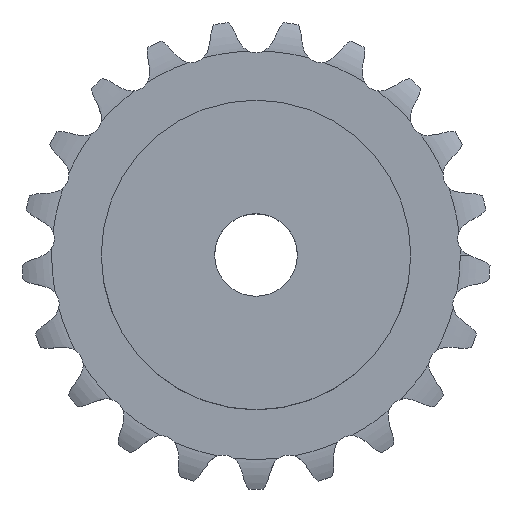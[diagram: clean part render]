
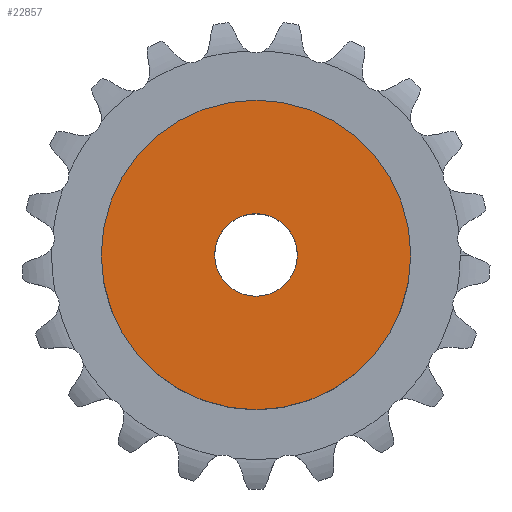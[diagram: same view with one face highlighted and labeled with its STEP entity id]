
A CAD part, top view. The second image highlights one B-rep face of the part: STEP entity #22857.
In plain terms, the highlighted planar face has unit normal (0, 0, 1).
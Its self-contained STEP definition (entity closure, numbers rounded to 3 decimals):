
#3015 = CYLINDRICAL_SURFACE('',#3016,15.);
#3016 = AXIS2_PLACEMENT_3D('',#3017,#3018,#3019);
#3017 = CARTESIAN_POINT('',(0.,0.,0.));
#3018 = DIRECTION('',(-0.,-0.,-1.));
#3019 = DIRECTION('',(1.,0.,0.));
#14686 = VERTEX_POINT('',#14687);
#14687 = CARTESIAN_POINT('',(15.,0.,14.));
#14708 = EDGE_CURVE('',#14686,#14686,#14709,.T.);
#14709 = SURFACE_CURVE('',#14710,(#14715,#14722),.PCURVE_S1.);
#14710 = CIRCLE('',#14711,15.);
#14711 = AXIS2_PLACEMENT_3D('',#14712,#14713,#14714);
#14712 = CARTESIAN_POINT('',(0.,0.,14.));
#14713 = DIRECTION('',(0.,0.,1.));
#14714 = DIRECTION('',(1.,0.,0.));
#14715 = PCURVE('',#3015,#14716);
#14716 = DEFINITIONAL_REPRESENTATION('',(#14717),#14721);
#14717 = LINE('',#14718,#14719);
#14718 = CARTESIAN_POINT('',(-0.,-14.));
#14719 = VECTOR('',#14720,1.);
#14720 = DIRECTION('',(-1.,0.));
#14721 = ( GEOMETRIC_REPRESENTATION_CONTEXT(2) 
PARAMETRIC_REPRESENTATION_CONTEXT() REPRESENTATION_CONTEXT('2D SPACE',''
  ) );
#14722 = PCURVE('',#14723,#14728);
#14723 = PLANE('',#14724);
#14724 = AXIS2_PLACEMENT_3D('',#14725,#14726,#14727);
#14725 = CARTESIAN_POINT('',(0.,0.,14.)
  );
#14726 = DIRECTION('',(0.,0.,1.));
#14727 = DIRECTION('',(1.,0.,0.));
#14728 = DEFINITIONAL_REPRESENTATION('',(#14729),#14733);
#14729 = CIRCLE('',#14730,15.);
#14730 = AXIS2_PLACEMENT_2D('',#14731,#14732);
#14731 = CARTESIAN_POINT('',(0.,0.));
#14732 = DIRECTION('',(1.,0.));
#14733 = ( GEOMETRIC_REPRESENTATION_CONTEXT(2) 
PARAMETRIC_REPRESENTATION_CONTEXT() REPRESENTATION_CONTEXT('2D SPACE',''
  ) );
#19464 = CYLINDRICAL_SURFACE('',#19465,4.);
#19465 = AXIS2_PLACEMENT_3D('',#19466,#19467,#19468);
#19466 = CARTESIAN_POINT('',(0.,0.,71.324));
#19467 = DIRECTION('',(0.,0.,1.));
#19468 = DIRECTION('',(1.,0.,0.));
#22857 = ADVANCED_FACE('',(#22858,#22861),#14723,.T.);
#22858 = FACE_BOUND('',#22859,.T.);
#22859 = EDGE_LOOP('',(#22860));
#22860 = ORIENTED_EDGE('',*,*,#14708,.T.);
#22861 = FACE_BOUND('',#22862,.T.);
#22862 = EDGE_LOOP('',(#22863));
#22863 = ORIENTED_EDGE('',*,*,#22864,.F.);
#22864 = EDGE_CURVE('',#22865,#22865,#22867,.T.);
#22865 = VERTEX_POINT('',#22866);
#22866 = CARTESIAN_POINT('',(4.,0.,14.));
#22867 = SURFACE_CURVE('',#22868,(#22873,#22880),.PCURVE_S1.);
#22868 = CIRCLE('',#22869,4.);
#22869 = AXIS2_PLACEMENT_3D('',#22870,#22871,#22872);
#22870 = CARTESIAN_POINT('',(0.,0.,14.));
#22871 = DIRECTION('',(0.,0.,1.));
#22872 = DIRECTION('',(1.,0.,0.));
#22873 = PCURVE('',#14723,#22874);
#22874 = DEFINITIONAL_REPRESENTATION('',(#22875),#22879);
#22875 = CIRCLE('',#22876,4.);
#22876 = AXIS2_PLACEMENT_2D('',#22877,#22878);
#22877 = CARTESIAN_POINT('',(0.,0.));
#22878 = DIRECTION('',(1.,0.));
#22879 = ( GEOMETRIC_REPRESENTATION_CONTEXT(2) 
PARAMETRIC_REPRESENTATION_CONTEXT() REPRESENTATION_CONTEXT('2D SPACE',''
  ) );
#22880 = PCURVE('',#19464,#22881);
#22881 = DEFINITIONAL_REPRESENTATION('',(#22882),#22886);
#22882 = LINE('',#22883,#22884);
#22883 = CARTESIAN_POINT('',(0.,-57.324));
#22884 = VECTOR('',#22885,1.);
#22885 = DIRECTION('',(1.,0.));
#22886 = ( GEOMETRIC_REPRESENTATION_CONTEXT(2) 
PARAMETRIC_REPRESENTATION_CONTEXT() REPRESENTATION_CONTEXT('2D SPACE',''
  ) );
